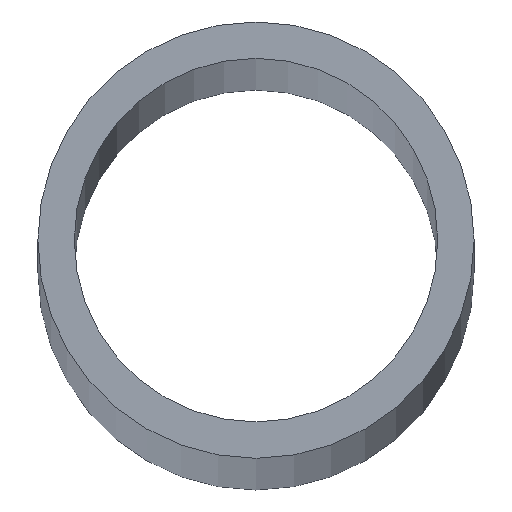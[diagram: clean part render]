
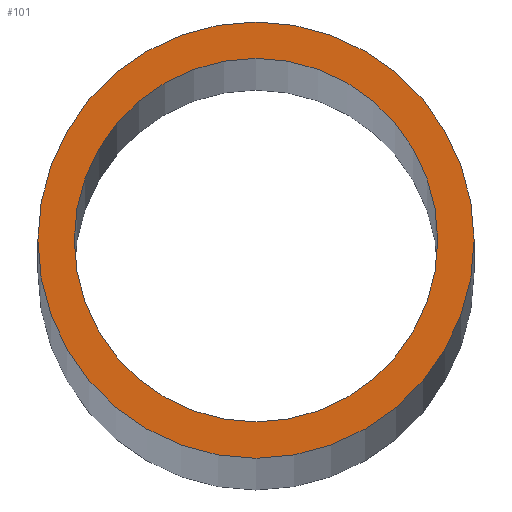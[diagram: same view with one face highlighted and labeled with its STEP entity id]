
A CAD part, top view. The second image highlights one B-rep face of the part: STEP entity #101.
In plain terms, the highlighted planar face has unit normal (0, 0, 1).
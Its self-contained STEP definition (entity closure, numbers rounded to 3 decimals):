
#2 = CIRCLE ( 'NONE', #10, 24. ) ;
#3 = DIRECTION ( 'NONE',  ( 0., 0., 1. ) ) ;
#6 = EDGE_CURVE ( 'NONE', #22, #22, #21, .T. ) ;
#10 = AXIS2_PLACEMENT_3D ( 'NONE', #30, #71, #112 ) ;
#11 = EDGE_LOOP ( 'NONE', ( #14 ) ) ;
#14 = ORIENTED_EDGE ( 'NONE', *, *, #6, .F. ) ;
#20 = FACE_BOUND ( 'NONE', #11, .T. ) ;
#21 = CIRCLE ( 'NONE', #66, 20. ) ;
#22 = VERTEX_POINT ( 'NONE', #118 ) ;
#30 = CARTESIAN_POINT ( 'NONE',  ( 0., 0., 0. ) ) ;
#33 = DIRECTION ( 'NONE',  ( 0., 0., 1. ) ) ;
#62 = FACE_OUTER_BOUND ( 'NONE', #110, .T. ) ;
#64 = CARTESIAN_POINT ( 'NONE',  ( 24., 0., 0. ) ) ;
#66 = AXIS2_PLACEMENT_3D ( 'NONE', #99, #3, #97 ) ;
#71 = DIRECTION ( 'NONE',  ( 0., 0., 1. ) ) ;
#72 = DIRECTION ( 'NONE',  ( 1., 0., 0. ) ) ;
#83 = PLANE ( 'NONE',  #126 ) ;
#92 = EDGE_CURVE ( 'NONE', #102, #102, #2, .T. ) ;
#97 = DIRECTION ( 'NONE',  ( 1., 0., 0. ) ) ;
#99 = CARTESIAN_POINT ( 'NONE',  ( 0., 0., 0. ) ) ;
#101 = ADVANCED_FACE ( 'NONE', ( #20, #62 ), #83, .T. ) ;
#102 = VERTEX_POINT ( 'NONE', #64 ) ;
#106 = ORIENTED_EDGE ( 'NONE', *, *, #92, .T. ) ;
#110 = EDGE_LOOP ( 'NONE', ( #106 ) ) ;
#112 = DIRECTION ( 'NONE',  ( 1., 0., 0. ) ) ;
#118 = CARTESIAN_POINT ( 'NONE',  ( 20., 0., 0. ) ) ;
#123 = CARTESIAN_POINT ( 'NONE',  ( 0., 0., 0. ) ) ;
#126 = AXIS2_PLACEMENT_3D ( 'NONE', #123, #33, #72 ) ;
